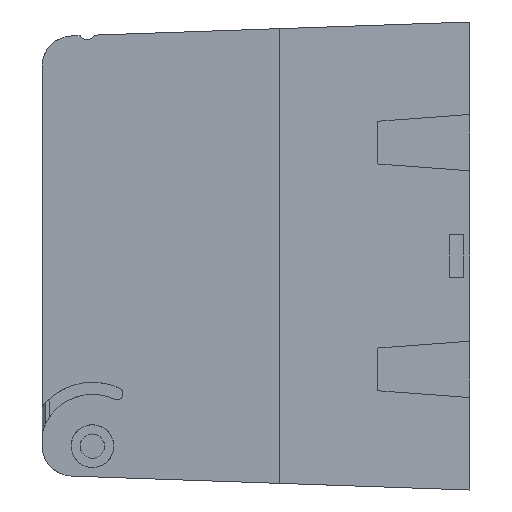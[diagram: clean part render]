
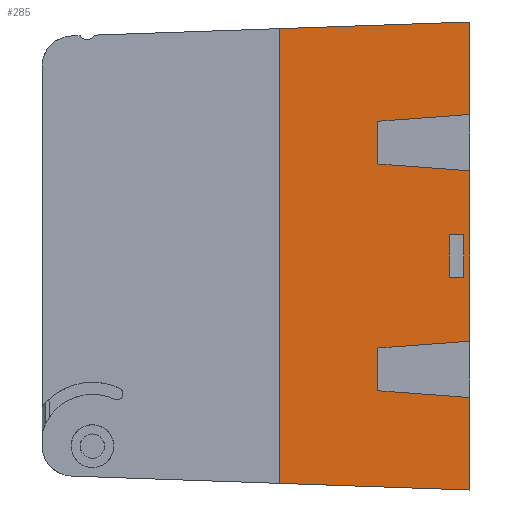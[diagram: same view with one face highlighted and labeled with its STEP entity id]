
A CAD part, left-side view. The second image highlights one B-rep face of the part: STEP entity #285.
In plain terms, the highlighted planar face has unit normal (-1, 0, 0).
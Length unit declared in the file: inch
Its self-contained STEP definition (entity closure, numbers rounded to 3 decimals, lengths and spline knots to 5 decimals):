
#6 = EDGE_CURVE ( 'NONE', #1049, #1207, #623, .T. ) ;
#11 = LINE ( 'NONE', #364, #279 ) ;
#23 = DIRECTION ( 'NONE',  ( 0., 0., -1. ) ) ;
#46 = CARTESIAN_POINT ( 'NONE',  ( -0.05961, 0.133, -0.14 ) ) ;
#52 = CARTESIAN_POINT ( 'NONE',  ( -0.05961, 0.04, 0.14 ) ) ;
#54 = ORIENTED_EDGE ( 'NONE', *, *, #701, .F. ) ;
#64 = DIRECTION ( 'NONE',  ( 0., -1., 0. ) ) ;
#92 = VERTEX_POINT ( 'NONE', #1254 ) ;
#104 = VECTOR ( 'NONE', #753, 39.37008 ) ;
#108 = EDGE_CURVE ( 'NONE', #92, #748, #866, .T. ) ;
#116 = EDGE_CURVE ( 'NONE', #160, #611, #11, .T. ) ;
#119 = FACE_OUTER_BOUND ( 'NONE', #512, .T. ) ;
#123 = PLANE ( 'NONE',  #665 ) ;
#148 = CARTESIAN_POINT ( 'NONE',  ( -0.05961, 0., 0.93 ) ) ;
#160 = VERTEX_POINT ( 'NONE', #169 ) ;
#169 = CARTESIAN_POINT ( 'NONE',  ( -0.05961, 0.604, 0.88523 ) ) ;
#183 = LINE ( 'NONE', #289, #639 ) ;
#189 = CARTESIAN_POINT ( 'NONE',  ( -0.05961, 0.604, -0.88523 ) ) ;
#190 = DIRECTION ( 'NONE',  ( 0., 0., -1. ) ) ;
#201 = EDGE_CURVE ( 'NONE', #218, #1077, #1055, .T. ) ;
#218 = VERTEX_POINT ( 'NONE', #616 ) ;
#235 = LINE ( 'NONE', #373, #104 ) ;
#269 = EDGE_CURVE ( 'NONE', #995, #692, #606, .T. ) ;
#279 = VECTOR ( 'NONE', #901, 39.37008 ) ;
#284 = CARTESIAN_POINT ( 'NONE',  ( -0.05961, 0.04, -0.14 ) ) ;
#285 = ADVANCED_FACE ( 'NONE', ( #119, #327 ), #123, .F. ) ;
#288 = ORIENTED_EDGE ( 'NONE', *, *, #672, .F. ) ;
#289 = CARTESIAN_POINT ( 'NONE',  ( -0.05961, 0., 1.5375 ) ) ;
#292 = CARTESIAN_POINT ( 'NONE',  ( -0.05961, 0.604, -0.56 ) ) ;
#296 = LINE ( 'NONE', #350, #454 ) ;
#327 = FACE_BOUND ( 'NONE', #531, .T. ) ;
#350 = CARTESIAN_POINT ( 'NONE',  ( -0.05961, 1.19839, 0.84118 ) ) ;
#352 = VECTOR ( 'NONE', #948, 39.37008 ) ;
#358 = ORIENTED_EDGE ( 'NONE', *, *, #269, .F. ) ;
#364 = CARTESIAN_POINT ( 'NONE',  ( -0.05961, 0.604, 0.56 ) ) ;
#373 = CARTESIAN_POINT ( 'NONE',  ( -0.05961, 0., -0.93 ) ) ;
#396 = DIRECTION ( 'NONE',  ( 0., -1., 0. ) ) ;
#414 = CARTESIAN_POINT ( 'NONE',  ( -0.05961, 1.25, 1.5375 ) ) ;
#428 = VECTOR ( 'NONE', #1047, 39.37008 ) ;
#441 = VECTOR ( 'NONE', #888, 39.37008 ) ;
#442 = VECTOR ( 'NONE', #64, 39.37008 ) ;
#454 = VECTOR ( 'NONE', #1150, 39.37008 ) ;
#455 = CARTESIAN_POINT ( 'NONE',  ( -0.05961, 0.133, 0.14 ) ) ;
#459 = VECTOR ( 'NONE', #878, 39.37008 ) ;
#478 = EDGE_CURVE ( 'NONE', #1077, #692, #528, .T. ) ;
#482 = CARTESIAN_POINT ( 'NONE',  ( -0.05961, 1.08856, -0.64068 ) ) ;
#489 = CARTESIAN_POINT ( 'NONE',  ( -0.05961, 0., -1.5375 ) ) ;
#496 = ORIENTED_EDGE ( 'NONE', *, *, #823, .T. ) ;
#501 = EDGE_CURVE ( 'NONE', #536, #748, #183, .T. ) ;
#512 = EDGE_LOOP ( 'NONE', ( #54, #1128, #1288, #288, #884, #612, #925, #622, #1029, #556, #358, #872 ) ) ;
#519 = CARTESIAN_POINT ( 'NONE',  ( -0.05961, 0., 1.5375 ) ) ;
#528 = LINE ( 'NONE', #843, #459 ) ;
#531 = EDGE_LOOP ( 'NONE', ( #782, #496, #1088, #1178 ) ) ;
#536 = VERTEX_POINT ( 'NONE', #1219 ) ;
#540 = DIRECTION ( 'NONE',  ( 0., 0., -1. ) ) ;
#541 = DIRECTION ( 'NONE',  ( 0., -0.997, -0.074 ) ) ;
#552 = EDGE_CURVE ( 'NONE', #1236, #893, #929, .T. ) ;
#556 = ORIENTED_EDGE ( 'NONE', *, *, #478, .T. ) ;
#562 = EDGE_CURVE ( 'NONE', #1097, #1207, #775, .T. ) ;
#592 = LINE ( 'NONE', #879, #1104 ) ;
#603 = LINE ( 'NONE', #785, #1245 ) ;
#606 = LINE ( 'NONE', #519, #441 ) ;
#611 = VERTEX_POINT ( 'NONE', #1191 ) ;
#612 = ORIENTED_EDGE ( 'NONE', *, *, #741, .T. ) ;
#616 = CARTESIAN_POINT ( 'NONE',  ( -0.05961, 1.25, 1.49385 ) ) ;
#621 = LINE ( 'NONE', #1134, #1312 ) ;
#622 = ORIENTED_EDGE ( 'NONE', *, *, #766, .F. ) ;
#623 = LINE ( 'NONE', #1299, #442 ) ;
#639 = VECTOR ( 'NONE', #190, 39.37008 ) ;
#665 = AXIS2_PLACEMENT_3D ( 'NONE', #414, #1174, #23 ) ;
#671 = VECTOR ( 'NONE', #540, 39.37008 ) ;
#672 = EDGE_CURVE ( 'NONE', #611, #536, #621, .T. ) ;
#692 = VERTEX_POINT ( 'NONE', #489 ) ;
#701 = EDGE_CURVE ( 'NONE', #92, #804, #1155, .T. ) ;
#725 = DIRECTION ( 'NONE',  ( 0., 0., 1. ) ) ;
#741 = EDGE_CURVE ( 'NONE', #160, #893, #296, .T. ) ;
#744 = VECTOR ( 'NONE', #865, 39.37008 ) ;
#748 = VERTEX_POINT ( 'NONE', #786 ) ;
#753 = DIRECTION ( 'NONE',  ( 0., -0.997, -0.074 ) ) ;
#766 = EDGE_CURVE ( 'NONE', #218, #1236, #603, .T. ) ;
#775 = LINE ( 'NONE', #284, #898 ) ;
#782 = ORIENTED_EDGE ( 'NONE', *, *, #791, .F. ) ;
#785 = CARTESIAN_POINT ( 'NONE',  ( -0.05961, 1.24848, 1.4939 ) ) ;
#786 = CARTESIAN_POINT ( 'NONE',  ( -0.05961, 0., -0.56 ) ) ;
#791 = EDGE_CURVE ( 'NONE', #1151, #1097, #592, .T. ) ;
#804 = VERTEX_POINT ( 'NONE', #189 ) ;
#823 = EDGE_CURVE ( 'NONE', #1151, #1049, #1071, .T. ) ;
#825 = CARTESIAN_POINT ( 'NONE',  ( -0.05961, 0., 1.5375 ) ) ;
#839 = CARTESIAN_POINT ( 'NONE',  ( -0.05961, 0.04, -0.14 ) ) ;
#843 = CARTESIAN_POINT ( 'NONE',  ( -0.05961, 1.35573, -1.49016 ) ) ;
#865 = DIRECTION ( 'NONE',  ( 0., 0., 1. ) ) ;
#866 = LINE ( 'NONE', #482, #352 ) ;
#872 = ORIENTED_EDGE ( 'NONE', *, *, #891, .F. ) ;
#878 = DIRECTION ( 'NONE',  ( 0., -0.999, -0.035 ) ) ;
#879 = CARTESIAN_POINT ( 'NONE',  ( -0.05961, 0.133, -0.14 ) ) ;
#884 = ORIENTED_EDGE ( 'NONE', *, *, #116, .F. ) ;
#888 = DIRECTION ( 'NONE',  ( 0., 0., -1. ) ) ;
#891 = EDGE_CURVE ( 'NONE', #804, #995, #235, .T. ) ;
#893 = VERTEX_POINT ( 'NONE', #148 ) ;
#898 = VECTOR ( 'NONE', #725, 39.37008 ) ;
#901 = DIRECTION ( 'NONE',  ( 0., 0., -1. ) ) ;
#923 = CARTESIAN_POINT ( 'NONE',  ( -0.05961, 1.25, -1.49385 ) ) ;
#925 = ORIENTED_EDGE ( 'NONE', *, *, #552, .F. ) ;
#929 = LINE ( 'NONE', #1137, #671 ) ;
#943 = CARTESIAN_POINT ( 'NONE',  ( -0.05961, 0.133, -0.14 ) ) ;
#948 = DIRECTION ( 'NONE',  ( 0., -0.997, 0.074 ) ) ;
#995 = VERTEX_POINT ( 'NONE', #1283 ) ;
#1016 = VECTOR ( 'NONE', #1237, 39.37008 ) ;
#1029 = ORIENTED_EDGE ( 'NONE', *, *, #201, .T. ) ;
#1047 = DIRECTION ( 'NONE',  ( 0., 0., -1. ) ) ;
#1049 = VERTEX_POINT ( 'NONE', #455 ) ;
#1055 = LINE ( 'NONE', #1269, #428 ) ;
#1071 = LINE ( 'NONE', #46, #744 ) ;
#1077 = VERTEX_POINT ( 'NONE', #923 ) ;
#1088 = ORIENTED_EDGE ( 'NONE', *, *, #6, .T. ) ;
#1097 = VERTEX_POINT ( 'NONE', #839 ) ;
#1104 = VECTOR ( 'NONE', #396, 39.37008 ) ;
#1128 = ORIENTED_EDGE ( 'NONE', *, *, #108, .T. ) ;
#1134 = CARTESIAN_POINT ( 'NONE',  ( -0.05961, 0., 0.56 ) ) ;
#1137 = CARTESIAN_POINT ( 'NONE',  ( -0.05961, 0., 1.5375 ) ) ;
#1150 = DIRECTION ( 'NONE',  ( 0., -0.997, 0.074 ) ) ;
#1151 = VERTEX_POINT ( 'NONE', #943 ) ;
#1155 = LINE ( 'NONE', #292, #1016 ) ;
#1174 = DIRECTION ( 'NONE',  ( 1., 0., 0. ) ) ;
#1178 = ORIENTED_EDGE ( 'NONE', *, *, #562, .F. ) ;
#1191 = CARTESIAN_POINT ( 'NONE',  ( -0.05961, 0.604, 0.60477 ) ) ;
#1207 = VERTEX_POINT ( 'NONE', #52 ) ;
#1219 = CARTESIAN_POINT ( 'NONE',  ( -0.05961, 0., 0.56 ) ) ;
#1236 = VERTEX_POINT ( 'NONE', #825 ) ;
#1237 = DIRECTION ( 'NONE',  ( 0., 0., -1. ) ) ;
#1245 = VECTOR ( 'NONE', #1274, 39.37008 ) ;
#1254 = CARTESIAN_POINT ( 'NONE',  ( -0.05961, 0.604, -0.60477 ) ) ;
#1269 = CARTESIAN_POINT ( 'NONE',  ( -0.05961, 1.25, 1.5375 ) ) ;
#1274 = DIRECTION ( 'NONE',  ( 0., -0.999, 0.035 ) ) ;
#1283 = CARTESIAN_POINT ( 'NONE',  ( -0.05961, 0., -0.93 ) ) ;
#1288 = ORIENTED_EDGE ( 'NONE', *, *, #501, .F. ) ;
#1299 = CARTESIAN_POINT ( 'NONE',  ( -0.05961, 0.133, 0.14 ) ) ;
#1312 = VECTOR ( 'NONE', #541, 39.37008 ) ;
